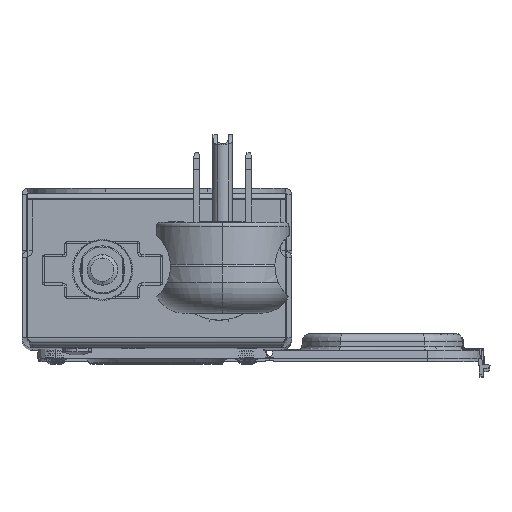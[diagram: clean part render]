
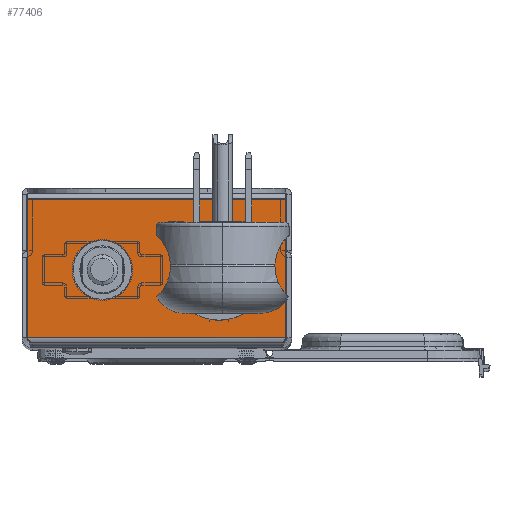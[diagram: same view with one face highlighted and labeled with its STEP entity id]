
A CAD part, top view. The second image highlights one B-rep face of the part: STEP entity #77406.
In plain terms, the highlighted planar face has unit normal (0, 0, 1).
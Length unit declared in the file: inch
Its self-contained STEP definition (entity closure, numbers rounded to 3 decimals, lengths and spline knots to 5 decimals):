
#9317 = LINE ( 'NONE', #139375, #19831 ) ;
#16676 = ORIENTED_EDGE ( 'NONE', *, *, #269470, .T. ) ;
#16922 = DIRECTION ( 'NONE',  ( 0., -1., 0. ) ) ;
#17903 = CARTESIAN_POINT ( 'NONE',  ( 2.13737, 3.57382, 12.32592 ) ) ;
#19831 = VECTOR ( 'NONE', #163128, 39.37008 ) ;
#20384 = CARTESIAN_POINT ( 'NONE',  ( 3.23737, 3.57382, 12.32592 ) ) ;
#30043 = VERTEX_POINT ( 'NONE', #288894 ) ;
#33454 = CARTESIAN_POINT ( 'NONE',  ( 3.61487, 2.87162, 12.32592 ) ) ;
#41145 = DIRECTION ( 'NONE',  ( 0., -1., 0. ) ) ;
#48173 = EDGE_CURVE ( 'NONE', #154953, #224715, #95076, .T. ) ;
#49453 = EDGE_CURVE ( 'NONE', #150992, #107948, #140112, .T. ) ;
#50019 = AXIS2_PLACEMENT_3D ( 'NONE', #263206, #124366, #146261 ) ;
#51064 = CARTESIAN_POINT ( 'NONE',  ( 1.92087, 3.46989, 12.32592 ) ) ;
#53755 = EDGE_LOOP ( 'NONE', ( #166526, #69564, #225309, #196671, #141478 ) ) ;
#55776 = ORIENTED_EDGE ( 'NONE', *, *, #279449, .T. ) ;
#59767 = CARTESIAN_POINT ( 'NONE',  ( 2.85987, 2.87162, 12.32592 ) ) ;
#67786 = ORIENTED_EDGE ( 'NONE', *, *, #49453, .F. ) ;
#69564 = ORIENTED_EDGE ( 'NONE', *, *, #127387, .F. ) ;
#73126 = CARTESIAN_POINT ( 'NONE',  ( 1.38737, 2.87162, 12.32592 ) ) ;
#75530 = DIRECTION ( 'NONE',  ( -1., 0., 0. ) ) ;
#75800 = FACE_OUTER_BOUND ( 'NONE', #259247, .T. ) ;
#77214 = EDGE_CURVE ( 'NONE', #231996, #216474, #203441, .T. ) ;
#77406 = ADVANCED_FACE ( 'NONE', ( #153912, #228408, #75800 ), #200681, .T. ) ;
#79702 = VECTOR ( 'NONE', #190262, 39.37008 ) ;
#81660 = DIRECTION ( 'NONE',  ( 0., -1., 0. ) ) ;
#82324 = VERTEX_POINT ( 'NONE', #252112 ) ;
#86103 = AXIS2_PLACEMENT_3D ( 'NONE', #282692, #284639, #214373 ) ;
#86769 = AXIS2_PLACEMENT_3D ( 'NONE', #238745, #236787, #194143 ) ;
#90970 = EDGE_CURVE ( 'NONE', #224715, #153762, #170968, .T. ) ;
#93504 = VERTEX_POINT ( 'NONE', #256765 ) ;
#94055 = DIRECTION ( 'NONE',  ( 0., -1., 0. ) ) ;
#94729 = CIRCLE ( 'NONE', #209307, 0.43 ) ;
#95076 = CIRCLE ( 'NONE', #86103, 0.24015 ) ;
#96797 = CARTESIAN_POINT ( 'NONE',  ( 3.87763, 2.87162, 12.32592 ) ) ;
#97439 = LINE ( 'NONE', #259331, #250063 ) ;
#100284 = EDGE_CURVE ( 'NONE', #154940, #154953, #255281, .T. ) ;
#102058 = EDGE_CURVE ( 'NONE', #82324, #30043, #141802, .T. ) ;
#103387 = CARTESIAN_POINT ( 'NONE',  ( 2.35387, 3.46989, 12.32592 ) ) ;
#104972 = CARTESIAN_POINT ( 'NONE',  ( 3.23737, 4.00382, 12.32592 ) ) ;
#107948 = VERTEX_POINT ( 'NONE', #124881 ) ;
#108057 = DIRECTION ( 'NONE',  ( 0., 0., 1. ) ) ;
#108126 = CARTESIAN_POINT ( 'NONE',  ( 2.35387, 2.87162, 12.32592 ) ) ;
#115515 = CIRCLE ( 'NONE', #50019, 0.24015 ) ;
#119570 = DIRECTION ( 'NONE',  ( 0., -1., 0. ) ) ;
#122465 = ORIENTED_EDGE ( 'NONE', *, *, #274238, .T. ) ;
#124067 = VECTOR ( 'NONE', #129987, 39.37008 ) ;
#124366 = DIRECTION ( 'NONE',  ( 0., 0., 1. ) ) ;
#124881 = CARTESIAN_POINT ( 'NONE',  ( 3.61487, 3.77971, 12.32592 ) ) ;
#124897 = CARTESIAN_POINT ( 'NONE',  ( 3.61487, 3.36792, 12.32592 ) ) ;
#126730 = AXIS2_PLACEMENT_3D ( 'NONE', #267069, #219613, #242324 ) ;
#127073 = VECTOR ( 'NONE', #94055, 39.37008 ) ;
#127387 = EDGE_CURVE ( 'NONE', #153762, #245825, #97439, .T. ) ;
#129987 = DIRECTION ( 'NONE',  ( 0., 1., 0. ) ) ;
#136563 = CARTESIAN_POINT ( 'NONE',  ( 2.85987, 3.36792, 12.32592 ) ) ;
#139375 = CARTESIAN_POINT ( 'NONE',  ( 3.9325, 2.92162, 12.32592 ) ) ;
#140112 = LINE ( 'NONE', #33454, #79702 ) ;
#141478 = ORIENTED_EDGE ( 'NONE', *, *, #100284, .F. ) ;
#141802 = LINE ( 'NONE', #96797, #216435 ) ;
#144777 = ORIENTED_EDGE ( 'NONE', *, *, #266419, .F. ) ;
#146261 = DIRECTION ( 'NONE',  ( 0., -1., 0. ) ) ;
#149219 = DIRECTION ( 'NONE',  ( 0., -1., 0. ) ) ;
#150091 = CARTESIAN_POINT ( 'NONE',  ( 2.35387, 3.67774, 12.32592 ) ) ;
#150992 = VERTEX_POINT ( 'NONE', #124897 ) ;
#151818 = AXIS2_PLACEMENT_3D ( 'NONE', #208082, #160475, #162417 ) ;
#152057 = EDGE_CURVE ( 'NONE', #245825, #154940, #115515, .T. ) ;
#153762 = VERTEX_POINT ( 'NONE', #155732 ) ;
#153912 = FACE_BOUND ( 'NONE', #53755, .T. ) ;
#154940 = VERTEX_POINT ( 'NONE', #103387 ) ;
#154953 = VERTEX_POINT ( 'NONE', #150091 ) ;
#155732 = CARTESIAN_POINT ( 'NONE',  ( 1.92087, 3.67774, 12.32592 ) ) ;
#157277 = VECTOR ( 'NONE', #81660, 39.37008 ) ;
#160475 = DIRECTION ( 'NONE',  ( 0., 0., 1. ) ) ;
#162417 = DIRECTION ( 'NONE',  ( 0., -1., 0. ) ) ;
#162808 = EDGE_CURVE ( 'NONE', #216474, #150992, #223905, .T. ) ;
#163128 = DIRECTION ( 'NONE',  ( 1., 0., 0. ) ) ;
#163928 = EDGE_LOOP ( 'NONE', ( #255012, #266873, #144777, #202805, #67786 ) ) ;
#164190 = VERTEX_POINT ( 'NONE', #104972 ) ;
#164891 = CARTESIAN_POINT ( 'NONE',  ( 3.87763, 4.25602, 12.32592 ) ) ;
#166526 = ORIENTED_EDGE ( 'NONE', *, *, #152057, .F. ) ;
#170968 = CIRCLE ( 'NONE', #193754, 0.24015 ) ;
#173300 = CARTESIAN_POINT ( 'NONE',  ( 2.85987, 3.77971, 12.32592 ) ) ;
#183741 = VECTOR ( 'NONE', #75530, 39.37008 ) ;
#187463 = LINE ( 'NONE', #73126, #127073 ) ;
#190262 = DIRECTION ( 'NONE',  ( 0., 1., 0. ) ) ;
#193754 = AXIS2_PLACEMENT_3D ( 'NONE', #17903, #108057, #16922 ) ;
#194143 = DIRECTION ( 'NONE',  ( 0., -1., 0. ) ) ;
#196671 = ORIENTED_EDGE ( 'NONE', *, *, #48173, .F. ) ;
#200681 = PLANE ( 'NONE',  #126730 ) ;
#202805 = ORIENTED_EDGE ( 'NONE', *, *, #284539, .F. ) ;
#203441 = LINE ( 'NONE', #59767, #157277 ) ;
#208082 = CARTESIAN_POINT ( 'NONE',  ( 3.23737, 3.57382, 12.32592 ) ) ;
#209307 = AXIS2_PLACEMENT_3D ( 'NONE', #20384, #247485, #41145 ) ;
#214373 = DIRECTION ( 'NONE',  ( 0., -1., 0. ) ) ;
#216386 = CARTESIAN_POINT ( 'NONE',  ( 2.13737, 3.81397, 12.32592 ) ) ;
#216435 = VECTOR ( 'NONE', #119570, 39.37008 ) ;
#216474 = VERTEX_POINT ( 'NONE', #136563 ) ;
#219613 = DIRECTION ( 'NONE',  ( 0., 0., 1. ) ) ;
#223905 = CIRCLE ( 'NONE', #151818, 0.43 ) ;
#224715 = VERTEX_POINT ( 'NONE', #216386 ) ;
#225274 = VERTEX_POINT ( 'NONE', #248334 ) ;
#225309 = ORIENTED_EDGE ( 'NONE', *, *, #90970, .F. ) ;
#228408 = FACE_BOUND ( 'NONE', #163928, .T. ) ;
#229009 = ORIENTED_EDGE ( 'NONE', *, *, #102058, .F. ) ;
#231996 = VERTEX_POINT ( 'NONE', #173300 ) ;
#236787 = DIRECTION ( 'NONE',  ( 0., 0., 1. ) ) ;
#238745 = CARTESIAN_POINT ( 'NONE',  ( 3.23737, 3.57382, 12.32592 ) ) ;
#242324 = DIRECTION ( 'NONE',  ( 0., -1., 0. ) ) ;
#245825 = VERTEX_POINT ( 'NONE', #51064 ) ;
#247485 = DIRECTION ( 'NONE',  ( 0., 0., 1. ) ) ;
#248334 = CARTESIAN_POINT ( 'NONE',  ( 1.38737, 2.92162, 12.32592 ) ) ;
#250063 = VECTOR ( 'NONE', #149219, 39.37008 ) ;
#251204 = LINE ( 'NONE', #164891, #183741 ) ;
#252112 = CARTESIAN_POINT ( 'NONE',  ( 3.87763, 4.25602, 12.32592 ) ) ;
#255012 = ORIENTED_EDGE ( 'NONE', *, *, #162808, .F. ) ;
#255281 = LINE ( 'NONE', #108126, #124067 ) ;
#256765 = CARTESIAN_POINT ( 'NONE',  ( 1.38737, 4.25602, 12.32592 ) ) ;
#259247 = EDGE_LOOP ( 'NONE', ( #229009, #16676, #122465, #55776 ) ) ;
#259331 = CARTESIAN_POINT ( 'NONE',  ( 1.92087, 2.87162, 12.32592 ) ) ;
#260801 = CIRCLE ( 'NONE', #86769, 0.43 ) ;
#263206 = CARTESIAN_POINT ( 'NONE',  ( 2.13737, 3.57382, 12.32592 ) ) ;
#266419 = EDGE_CURVE ( 'NONE', #164190, #231996, #260801, .T. ) ;
#266873 = ORIENTED_EDGE ( 'NONE', *, *, #77214, .F. ) ;
#267069 = CARTESIAN_POINT ( 'NONE',  ( 3.9325, 2.87162, 12.32592 ) ) ;
#269470 = EDGE_CURVE ( 'NONE', #82324, #93504, #251204, .T. ) ;
#274238 = EDGE_CURVE ( 'NONE', #93504, #225274, #187463, .T. ) ;
#279449 = EDGE_CURVE ( 'NONE', #225274, #30043, #9317, .T. ) ;
#282692 = CARTESIAN_POINT ( 'NONE',  ( 2.13737, 3.57382, 12.32592 ) ) ;
#284539 = EDGE_CURVE ( 'NONE', #107948, #164190, #94729, .T. ) ;
#284639 = DIRECTION ( 'NONE',  ( 0., 0., 1. ) ) ;
#288894 = CARTESIAN_POINT ( 'NONE',  ( 3.87763, 2.92162, 12.32592 ) ) ;
